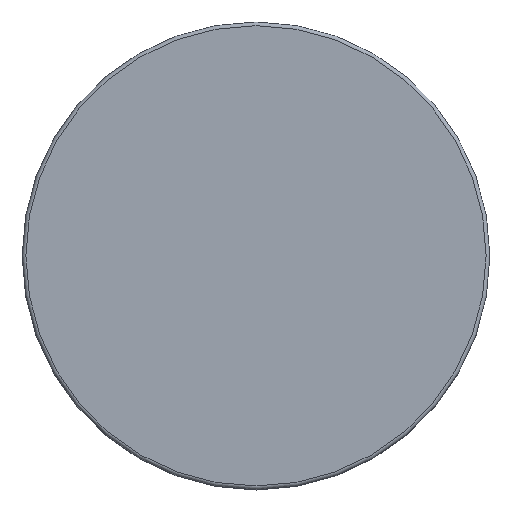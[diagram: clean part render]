
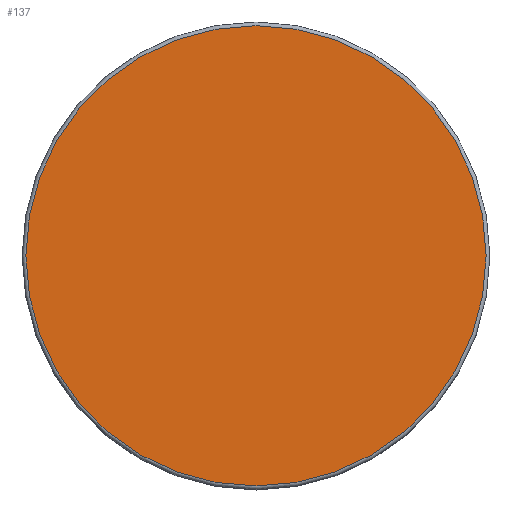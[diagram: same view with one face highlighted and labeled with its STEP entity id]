
A CAD part, top view. The second image highlights one B-rep face of the part: STEP entity #137.
In plain terms, the highlighted face is planar.
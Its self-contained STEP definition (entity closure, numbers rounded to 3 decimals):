
#137 = ADVANCED_FACE( '', ( #260 ), #261, .F. );
#260 = FACE_OUTER_BOUND( '', #367, .T. );
#261 = PLANE( '', #368 );
#367 = EDGE_LOOP( '', ( #545 ) );
#368 = AXIS2_PLACEMENT_3D( '', #546, #547, #548 );
#545 = ORIENTED_EDGE( '', *, *, #633, .T. );
#546 = CARTESIAN_POINT( '', ( 3.5, 31., 0. ) );
#547 = DIRECTION( '', ( -1., 0., 0. ) );
#548 = DIRECTION( '', ( 0., 0., 1. ) );
#633 = EDGE_CURVE( '', #733, #733, #734, .T. );
#733 = VERTEX_POINT( '', #893 );
#734 = CIRCLE( '', #894, 31. );
#893 = CARTESIAN_POINT( '', ( 3.5, 0., -31. ) );
#894 = AXIS2_PLACEMENT_3D( '', #982, #983, #984 );
#982 = CARTESIAN_POINT( '', ( 3.5, 0., 0. ) );
#983 = DIRECTION( '', ( 1., 0., 0. ) );
#984 = DIRECTION( '', ( 0., 0., -1. ) );
